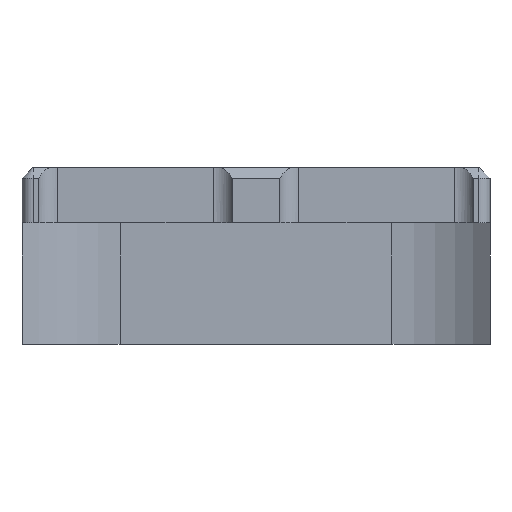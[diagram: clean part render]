
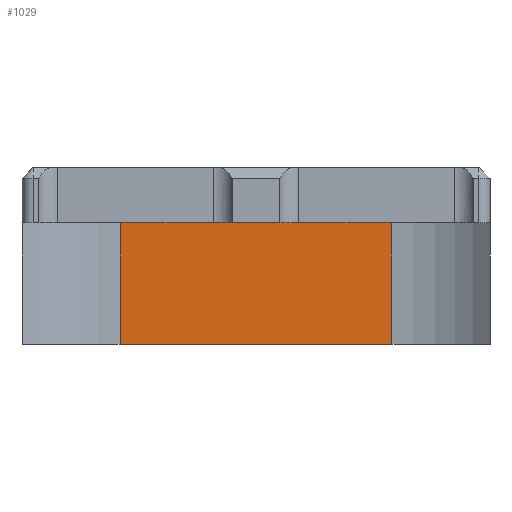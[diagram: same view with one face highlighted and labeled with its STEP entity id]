
A CAD part, left-side view. The second image highlights one B-rep face of the part: STEP entity #1029.
In plain terms, the highlighted planar face has unit normal (-1, 0, 0).
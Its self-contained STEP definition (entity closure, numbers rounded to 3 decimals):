
#470 = VERTEX_POINT('',#471);
#471 = CARTESIAN_POINT('',(103.8,34.475,-7.44));
#478 = EDGE_CURVE('',#470,#479,#481,.T.);
#479 = VERTEX_POINT('',#480);
#480 = CARTESIAN_POINT('',(103.8,14.775,-7.44));
#481 = LINE('',#482,#483);
#482 = CARTESIAN_POINT('',(103.8,34.475,-7.44));
#483 = VECTOR('',#484,1.);
#484 = DIRECTION('',(0.,-1.,0.));
#1008 = EDGE_CURVE('',#1009,#470,#1011,.T.);
#1009 = VERTEX_POINT('',#1010);
#1010 = CARTESIAN_POINT('',(103.8,34.475,1.36));
#1011 = LINE('',#1012,#1013);
#1012 = CARTESIAN_POINT('',(103.8,34.475,1.36));
#1013 = VECTOR('',#1014,1.);
#1014 = DIRECTION('',(-0.,-0.,-1.));
#1029 = ADVANCED_FACE('',(#1030),#1048,.T.);
#1030 = FACE_BOUND('',#1031,.T.);
#1031 = EDGE_LOOP('',(#1032,#1033,#1034,#1042));
#1032 = ORIENTED_EDGE('',*,*,#1008,.T.);
#1033 = ORIENTED_EDGE('',*,*,#478,.T.);
#1034 = ORIENTED_EDGE('',*,*,#1035,.F.);
#1035 = EDGE_CURVE('',#1036,#479,#1038,.T.);
#1036 = VERTEX_POINT('',#1037);
#1037 = CARTESIAN_POINT('',(103.8,14.775,1.36));
#1038 = LINE('',#1039,#1040);
#1039 = CARTESIAN_POINT('',(103.8,14.775,1.36));
#1040 = VECTOR('',#1041,1.);
#1041 = DIRECTION('',(-0.,-0.,-1.));
#1042 = ORIENTED_EDGE('',*,*,#1043,.F.);
#1043 = EDGE_CURVE('',#1009,#1036,#1044,.T.);
#1044 = LINE('',#1045,#1046);
#1045 = CARTESIAN_POINT('',(103.8,34.475,1.36));
#1046 = VECTOR('',#1047,1.);
#1047 = DIRECTION('',(0.,-1.,0.));
#1048 = PLANE('',#1049);
#1049 = AXIS2_PLACEMENT_3D('',#1050,#1051,#1052);
#1050 = CARTESIAN_POINT('',(103.8,34.475,1.36));
#1051 = DIRECTION('',(-1.,0.,0.));
#1052 = DIRECTION('',(0.,-1.,0.));
